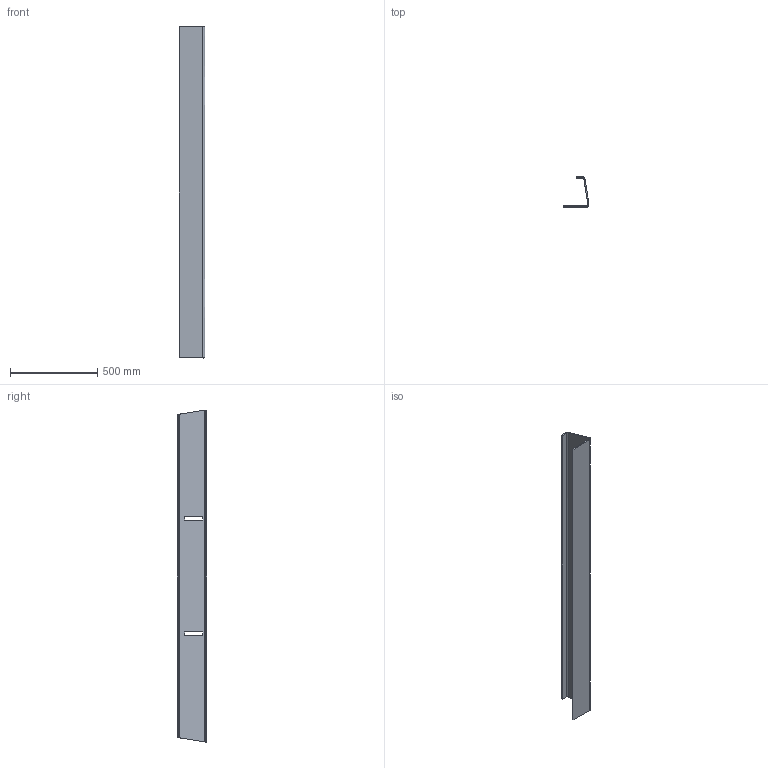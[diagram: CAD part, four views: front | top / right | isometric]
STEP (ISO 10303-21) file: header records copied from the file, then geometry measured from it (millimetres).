
FILE_DESCRIPTION (( 'STEP AP203' ), '1' );
FILE_NAME ('M5 - erp33360_ÖZBEKÝSTAN En Arka Taban Krosu.IGS_Default_sldprt.STEP', '2023-01-17T08:14:59', ( '' ), ( '' ), 'SwSTEP 2.0', 'SolidWorks 2019', '' );
FILE_SCHEMA (( 'CONFIG_CONTROL_DESIGN' ));
Length unit declared in the file: millimetre
Products named in the file (1): M5 - erp33360_ÖZBEKÝSTAN En Arka Taban Krosu.IGS_Default_sldprt
Bounding box: 148.33 x 170 x 1897.85 mm (x, y, z)
Volume: 3897093.1 mm3; surface area: 1329048.7 mm2
Topology: 1 solids, 1 shells, 31 faces, 71 edges, 42 vertices
Faces by surface type: bspline 31
Entity records: 1312 total; most frequent: CARTESIAN_POINT 786, ORIENTED_EDGE 142, EDGE_CURVE 71, B_SPLINE_CURVE_WITH_KNOTS 64, VERTEX_POINT 42, EDGE_LOOP 35, FACE_OUTER_BOUND 31, ADVANCED_FACE 31
